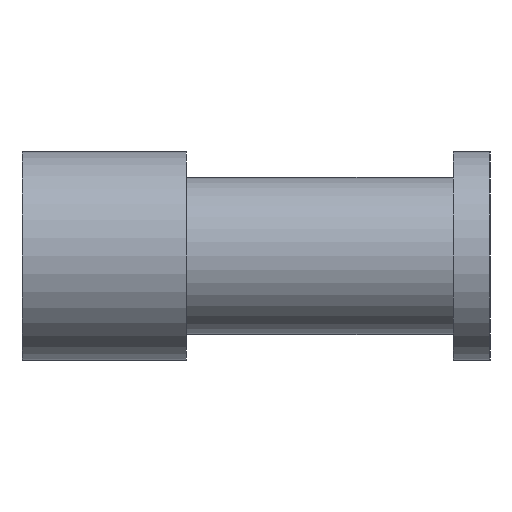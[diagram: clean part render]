
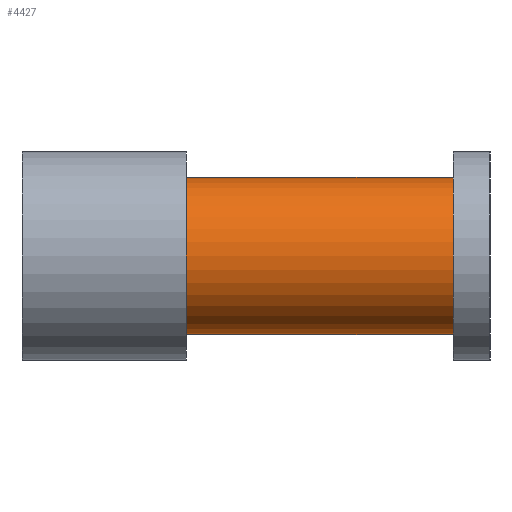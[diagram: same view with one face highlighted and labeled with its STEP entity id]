
A CAD part, left-side view. The second image highlights one B-rep face of the part: STEP entity #4427.
In plain terms, the highlighted cylindrical face has radius 7.5 mm (diameter 15 mm), a partial arc.
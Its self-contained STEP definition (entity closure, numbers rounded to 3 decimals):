
#193=FACE_OUTER_BOUND('',#431,.T.);
#431=EDGE_LOOP('',(#3027,#3028,#3029,#3030));
#693=LINE('',#6473,#1203);
#694=LINE('',#6476,#1204);
#1203=VECTOR('',#5147,1000.);
#1204=VECTOR('',#5150,1000.);
#1715=CIRCLE('',#4698,7.5);
#1716=CIRCLE('',#4699,7.5);
#1893=VERTEX_POINT('',#6469);
#1894=VERTEX_POINT('',#6470);
#1895=VERTEX_POINT('',#6472);
#1896=VERTEX_POINT('',#6474);
#2347=EDGE_CURVE('',#1893,#1894,#1715,.T.);
#2348=EDGE_CURVE('',#1893,#1895,#693,.T.);
#2349=EDGE_CURVE('',#1896,#1895,#1716,.T.);
#2350=EDGE_CURVE('',#1894,#1896,#694,.T.);
#3027=ORIENTED_EDGE('',*,*,#2347,.F.);
#3028=ORIENTED_EDGE('',*,*,#2348,.T.);
#3029=ORIENTED_EDGE('',*,*,#2349,.F.);
#3030=ORIENTED_EDGE('',*,*,#2350,.F.);
#4347=CYLINDRICAL_SURFACE('',#4697,7.5);
#4427=ADVANCED_FACE('',(#193),#4347,.T.);
#4697=AXIS2_PLACEMENT_3D('',#6468,#5143,#5144);
#4698=AXIS2_PLACEMENT_3D('',#6471,#5145,#5146);
#4699=AXIS2_PLACEMENT_3D('',#6475,#5148,#5149);
#5143=DIRECTION('center_axis',(0.,-1.,0.));
#5144=DIRECTION('ref_axis',(-1.,0.,0.));
#5145=DIRECTION('center_axis',(0.,1.,0.));
#5146=DIRECTION('ref_axis',(0.,0.,1.));
#5147=DIRECTION('',(0.,-1.,0.));
#5148=DIRECTION('center_axis',(0.,-1.,0.));
#5149=DIRECTION('ref_axis',(0.,0.,-1.));
#5150=DIRECTION('',(0.,-1.,0.));
#6468=CARTESIAN_POINT('Origin',(-165.,16.,0.));
#6469=CARTESIAN_POINT('',(-157.652,13.,-1.5));
#6470=CARTESIAN_POINT('',(-157.652,13.,1.5));
#6471=CARTESIAN_POINT('Origin',(-165.,13.,0.));
#6472=CARTESIAN_POINT('',(-157.652,-12.5,-1.5));
#6473=CARTESIAN_POINT('',(-157.652,16.,-1.5));
#6474=CARTESIAN_POINT('',(-157.652,-12.5,1.5));
#6475=CARTESIAN_POINT('Origin',(-165.,-12.5,0.));
#6476=CARTESIAN_POINT('',(-157.652,16.,1.5));
